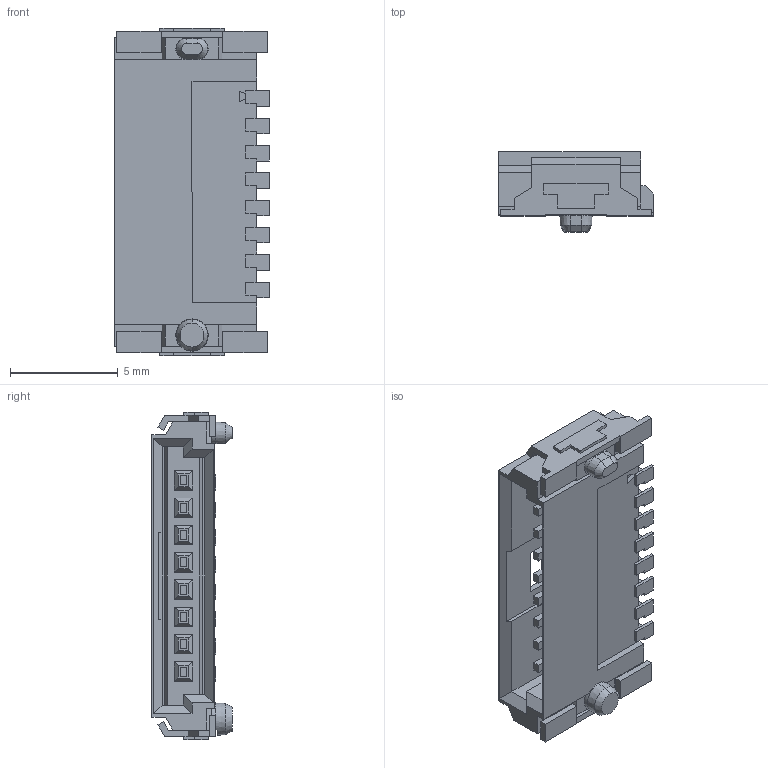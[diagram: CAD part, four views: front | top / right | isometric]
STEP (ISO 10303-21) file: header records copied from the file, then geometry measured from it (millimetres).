
FILE_DESCRIPTION (( 'STEP AP214' ), '1' );
FILE_NAME ('214014.STEP', '2014-03-10T10:00:05', ( 'ERNI Electronics GmbH' ), ( 'ERNI Electronics GmbH' ), 'SwSTEP 2.0', 'SolidWorks 2013', '' );
FILE_SCHEMA (( 'AUTOMOTIVE_DESIGN' ));
Length unit declared in the file: millimetre
Products named in the file (1): 214014
Bounding box: 7.2 x 3.73 x 15.24 mm (x, y, z)
Volume: 190.2 mm3; surface area: 518.5 mm2
Topology: 1 solids, 1 shells, 319 faces, 847 edges, 549 vertices
Faces by surface type: plane 307, cone 8, cylinder 4
Entity records: 13202 total; most frequent: CARTESIAN_POINT 1728, ORIENTED_EDGE 1694, DIRECTION 1507, EDGE_CURVE 847, LINE 823, VECTOR 823, VERTEX_POINT 549, AXIS2_PLACEMENT_3D 342
